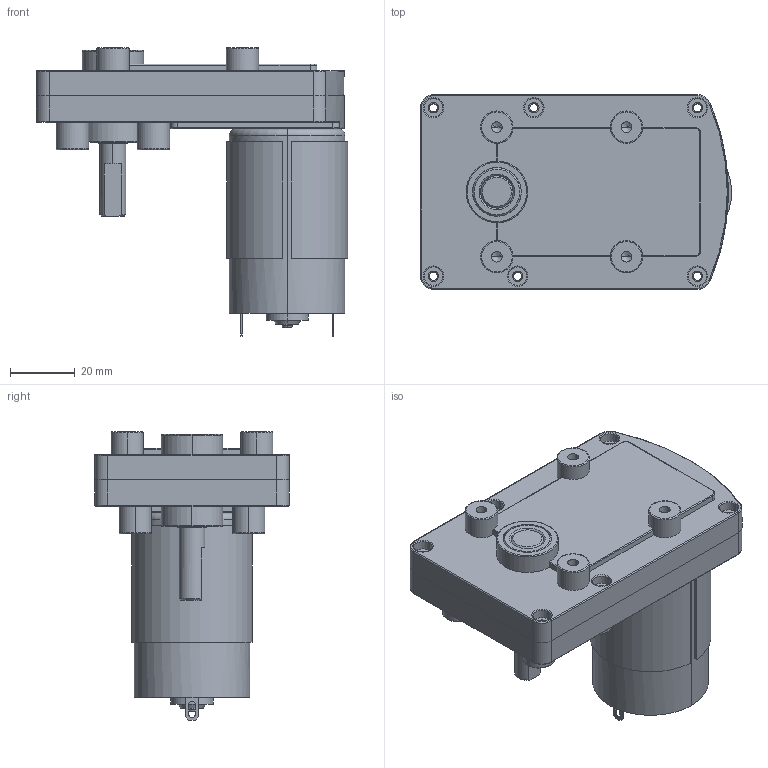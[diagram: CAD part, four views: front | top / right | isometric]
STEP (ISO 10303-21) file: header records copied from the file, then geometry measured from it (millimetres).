
FILE_DESCRIPTION((''),'2;1');
FILE_NAME('ASM0001_ASM','2024-07-15T',('86157'),(''),'PRO/ENGINEER BY PARAMETRIC TECHNOLOGY CORPORATION, 2010280','PRO/ENGINEER BY PARAMETRIC TECHNOLOGY CORPORATION, 2010280','');
FILE_SCHEMA(('CONFIG_CONTROL_DESIGN'));
Length unit declared in the file: millimetre
Products named in the file (12): PRODUCT_21450; PRODUCT_18966; ______51T; PRODUCT_13868_ASM; PRODUCT_11339; PRODUCT_36745; PRODUCT_8817_ASM; 3MM____; PRODUCT_39313; PRODUCT_31653_ASM; MOTOR-555; ASM0001_ASM
Assembly tree (14 placements, depth 3):
  ASM0001_ASM
    PRODUCT_21450
    PRODUCT_13868_ASM
      PRODUCT_18966
      ______51T
    PRODUCT_8817_ASM
      PRODUCT_11339
      PRODUCT_36745
    PRODUCT_31653_ASM
      PRODUCT_36745
      3MM____  x3
      PRODUCT_39313
    MOTOR-555
Bounding box: 96.04 x 60 x 89 mm (x, y, z)
Volume: 104972.5 mm3; surface area: 55667 mm2
Topology: 11 solids, 13 shells, 1071 faces, 2773 edges, 1776 vertices
Faces by surface type: cylinder 594, plane 187, torus 103, extrusion 102, cone 85
Entity records: 35799 total; most frequent: CARTESIAN_POINT 10315, ORIENTED_EDGE 5374, DIRECTION 5121, EDGE_CURVE 2691, AXIS2_PLACEMENT_3D 1987, VERTEX_POINT 1740, EDGE_LOOP 1157, VECTOR 1147
